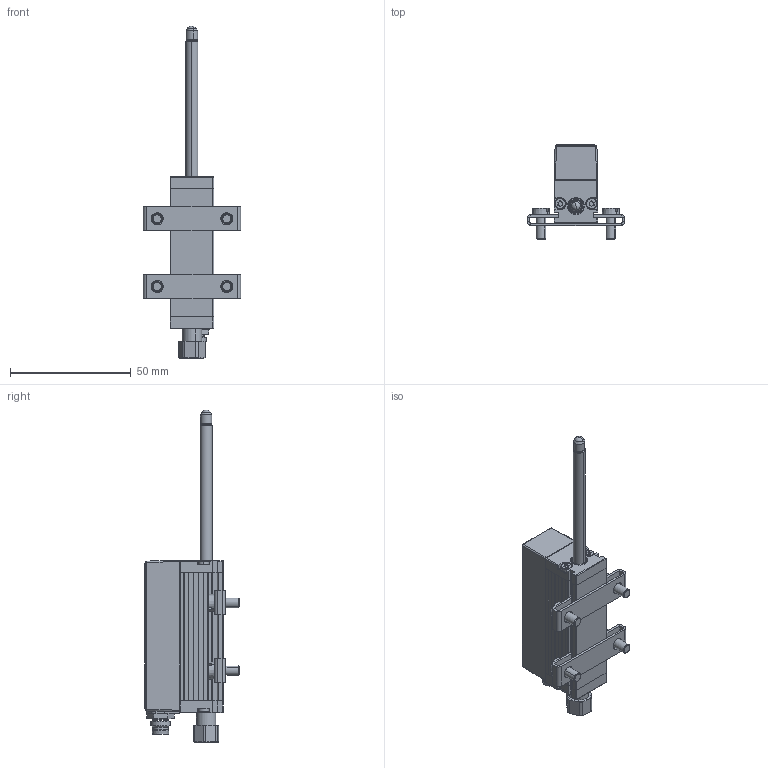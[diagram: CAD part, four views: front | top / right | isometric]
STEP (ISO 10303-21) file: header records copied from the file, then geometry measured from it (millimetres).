
FILE_DESCRIPTION (( 'STEP AP214' ), '1' );
FILE_NAME ('TE1-0025-102-411-101_ausgefahren.STEP', '2014-02-19T07:32:19', ( 'dummy' ), ( 'Hewlett-Packard Company' ), 'SwSTEP 2.0', 'SolidWorks 2013', '' );
FILE_SCHEMA (( 'AUTOMOTIVE_DESIGN' ));
Length unit declared in the file: millimetre
Products named in the file (1): TE1-0025-102-411-101_ausgefahren
Bounding box: 40.19 x 38.85 x 137.2 mm (x, y, z)
Surface area: 16090.9 mm2 (no closed solid volume)
Topology: 0 solids, 29 shells, 582 faces, 1753 edges, 1140 vertices
Faces by surface type: plane 249, cylinder 227, cone 45, torus 40, sphere 14, bspline 7
Entity records: 26158 total; most frequent: CARTESIAN_POINT 4103, DIRECTION 3542, ORIENTED_EDGE 2801, EDGE_CURVE 1745, AXIS2_PLACEMENT_3D 1293, VERTEX_POINT 1140, VECTOR 956, LINE 956
